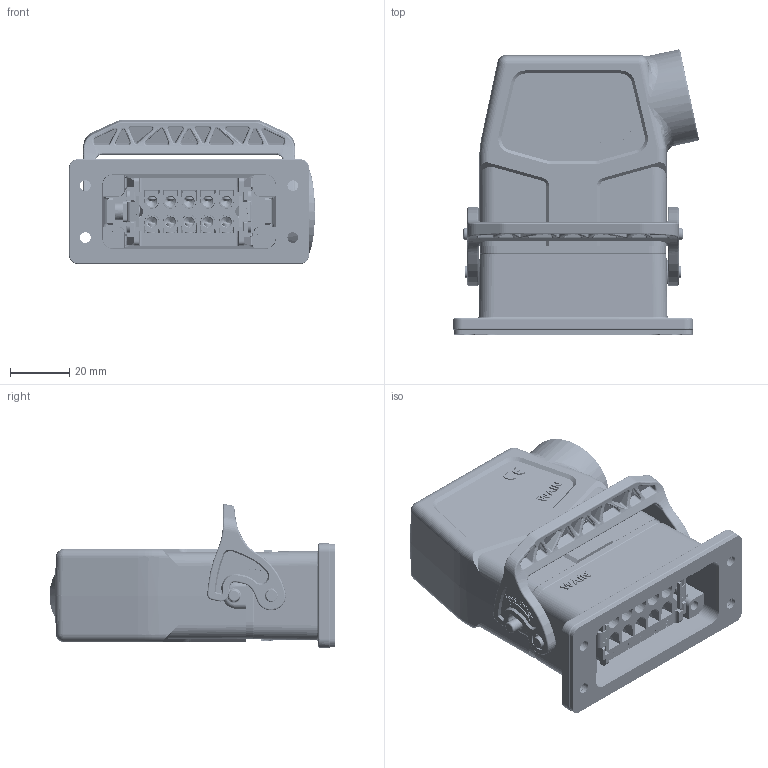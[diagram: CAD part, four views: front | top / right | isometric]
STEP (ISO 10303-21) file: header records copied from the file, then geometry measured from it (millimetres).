
FILE_DESCRIPTION(/* description */ (''),/* implementation_level */ '2;1');
FILE_NAME(/* name */ '_asm1.stp',/* time_stamp */ '2024-04-09T15:58:53+08:00',/* author */ (''),/* organization */ (''),/* preprocessor_version */ 'ST-DEVELOPER v18.1',/* originating_system */ 'SIEMENS PLM Software NX 1980',/* authorisation */ '');
FILE_SCHEMA (('AUTOMOTIVE_DESIGN { 1 0 10303 214 3 1 1 1 }'));
Products named in the file (1): 1318231C92C7noly
Bounding box: 82.98 x 96.16 x 48.61 mm (x, y, z)
Volume: 104079.9 mm3; surface area: 89294.6 mm2
Topology: 4 solids, 6 shells, 6793 faces, 18550 edges, 11978 vertices
Faces by surface type: plane 4705, cylinder 1137, cone 518, torus 236, bspline 155, sphere 38, extrusion 4
Entity records: 225996 total; most frequent: CARTESIAN_POINT 57637, ORIENTED_EDGE 36896, DIRECTION 32007, EDGE_CURVE 18448, VECTOR 13133, LINE 13129, VERTEX_POINT 11976, AXIS2_PLACEMENT_3D 9437
